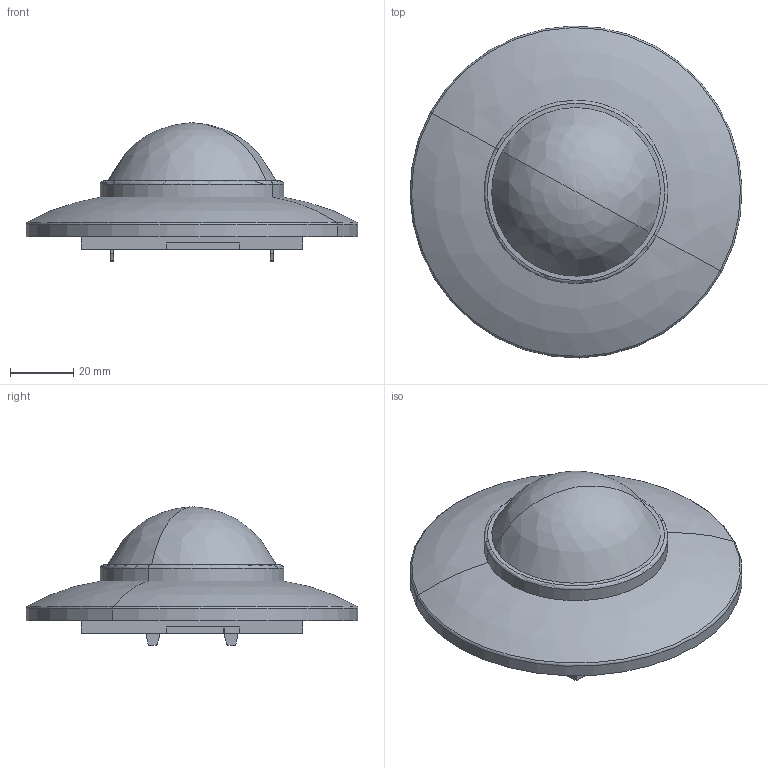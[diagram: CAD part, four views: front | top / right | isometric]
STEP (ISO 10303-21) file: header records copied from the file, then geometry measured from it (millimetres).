
FILE_DESCRIPTION(('CATIA V5 STEP Exchange','CAx-IF Rec.Pracs.--- Model Styling and Organization---1.4--- 2014-01-23'),'2;1');
FILE_NAME('GWA9531A.stp','2024-02-13T13:26:34+00:00',('none'),('none'),'CATIA Version 5-6 Release 2019 SP6','CATIA V5 STEP AP214 v1','none');
FILE_SCHEMA(('AUTOMOTIVE_DESIGN { 1 0 10303 214 1 1 1 1 }'));
Length unit declared in the file: millimetre
Products named in the file (1): GWA9531A
Bounding box: 104.97 x 104.97 x 43.77 mm (x, y, z)
Volume: 38920.6 mm3; surface area: 36297.5 mm2
Topology: 6 solids, 6 shells, 198 faces, 504 edges, 330 vertices
Faces by surface type: plane 154, cylinder 28, revolution 8, extrusion 4, torus 4
Entity records: 5974 total; most frequent: CARTESIAN_POINT 1246, ORIENTED_EDGE 1000, DIRECTION 738, EDGE_CURVE 500, VECTOR 420, LINE 416, VERTEX_POINT 330, EDGE_LOOP 230
